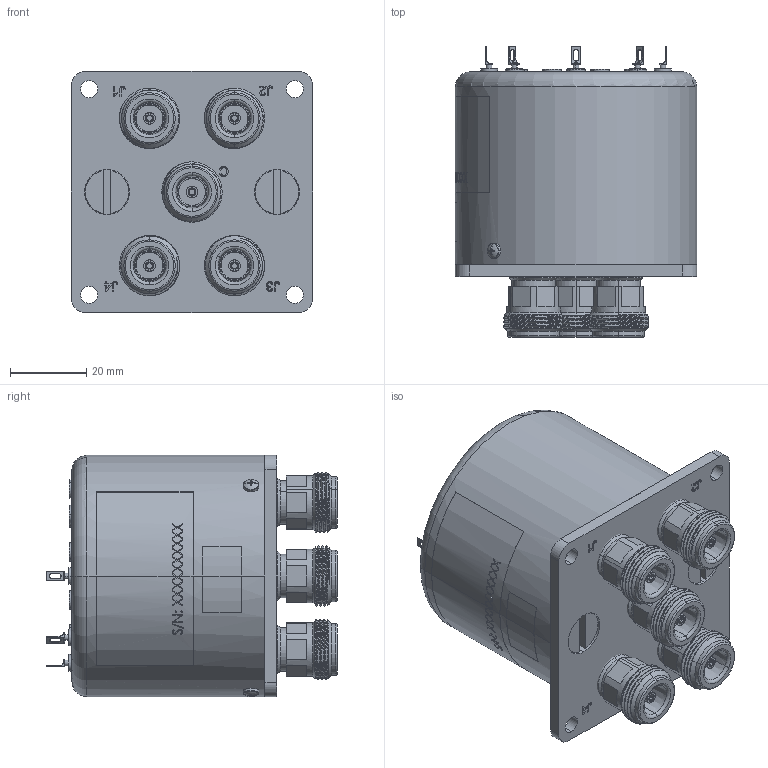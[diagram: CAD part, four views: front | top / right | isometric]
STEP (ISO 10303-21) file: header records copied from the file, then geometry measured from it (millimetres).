
FILE_DESCRIPTION (( 'STEP AP203' ), '1' );
FILE_NAME ('PE71S6503_3D.STEP', '2022-05-12T15:50:25', ( '' ), ( '' ), 'SwSTEP 2.0', 'SolidWorks 2021', '' );
FILE_SCHEMA (( 'CONFIG_CONTROL_DESIGN' ));
Length unit declared in the file: inch
Products named in the file (9): NEW N connector^B14-0DK000-T_14S-N2N2-1228-P(2)_PE71S6503; R040691-e360_-03^B14-0DK000-T_14S-N2N2-1228-P(2)_PE71S6503; B14-0DK000-T_14S-N2N2-1228-P(2)^PE71S6503; A12075Y04_-201^B14-0DK000-T_14S-N2N2-1228-P(2)_PE71S6503; B16061005-e360_-22h^B14-0DK000-T_14S-N2N2-1228-P(2)_PE71S6503; PE71S6503_3D; R10432-e360^B14-0DK000-T_14S-N2N2-1228-P(2)_PE71S6503; B16021003_defeature^B14-0DK000-T_14S-N2N2-1228-P(2)_PE71S6503; R040055-E360^B14-0DK000-T_14S-N2N2-1228-P(2)_PE71S6503
Assembly tree (28 placements, depth 3):
  PE71S6503_3D
    B14-0DK000-T_14S-N2N2-1228-P(2)^PE71S6503
      B16021003_defeature^B14-0DK000-T_14S-N2N2-1228-P(2)_PE71S6503
      NEW N connector^B14-0DK000-T_14S-N2N2-1228-P(2)_PE71S6503  x5
      B16061005-e360_-22h^B14-0DK000-T_14S-N2N2-1228-P(2)_PE71S6503
      A12075Y04_-201^B14-0DK000-T_14S-N2N2-1228-P(2)_PE71S6503  x2
      R040691-e360_-03^B14-0DK000-T_14S-N2N2-1228-P(2)_PE71S6503  x5
      R10432-e360^B14-0DK000-T_14S-N2N2-1228-P(2)_PE71S6503  x11
      R040055-E360^B14-0DK000-T_14S-N2N2-1228-P(2)_PE71S6503  x2
Bounding box: 63.5 x 76.46 x 63.5 mm (x, y, z)
Volume: 59720.6 mm3; surface area: 51774.3 mm2
Topology: 27 solids, 27 shells, 1269 faces, 3190 edges, 2067 vertices
Faces by surface type: plane 515, cylinder 365, bspline 220, cone 117, torus 48, sphere 4
Entity records: 30436 total; most frequent: CARTESIAN_POINT 14700, ORIENTED_EDGE 3294, DIRECTION 2370, EDGE_CURVE 1647, VERTEX_POINT 1083, AXIS2_PLACEMENT_3D 884, EDGE_LOOP 724, FACE_OUTER_BOUND 627
